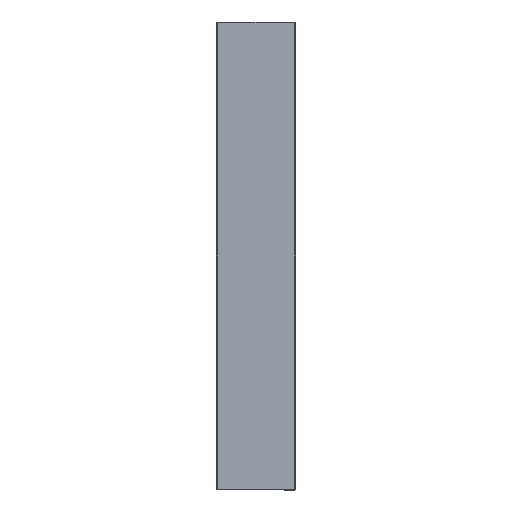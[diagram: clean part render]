
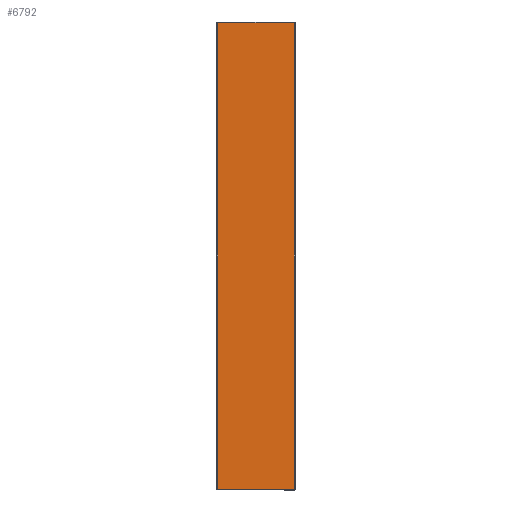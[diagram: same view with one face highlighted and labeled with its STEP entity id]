
A CAD part, left-side view. The second image highlights one B-rep face of the part: STEP entity #6792.
In plain terms, the highlighted face is planar.
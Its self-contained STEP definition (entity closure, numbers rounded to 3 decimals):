
#130 = VERTEX_POINT ( 'NONE', #4188 ) ;
#355 = VERTEX_POINT ( 'NONE', #2303 ) ;
#481 = ORIENTED_EDGE ( 'NONE', *, *, #8505, .T. ) ;
#560 = DIRECTION ( 'NONE',  ( 0., 0., 1. ) ) ;
#916 = CARTESIAN_POINT ( 'NONE',  ( 0., 0., 0. ) ) ;
#1494 = ORIENTED_EDGE ( 'NONE', *, *, #8772, .T. ) ;
#1675 = CARTESIAN_POINT ( 'NONE',  ( 595., 0., 100. ) ) ;
#2121 = VERTEX_POINT ( 'NONE', #7984 ) ;
#2236 = DIRECTION ( 'NONE',  ( 1., 0., 0. ) ) ;
#2303 = CARTESIAN_POINT ( 'NONE',  ( 595., 0., -98. ) ) ;
#2792 = ORIENTED_EDGE ( 'NONE', *, *, #5878, .T. ) ;
#2826 = CARTESIAN_POINT ( 'NONE',  ( -595., 0., 100. ) ) ;
#3164 = LINE ( 'NONE', #1675, #4552 ) ;
#3309 = DIRECTION ( 'NONE',  ( -1., 0., 0. ) ) ;
#3649 = EDGE_CURVE ( 'NONE', #4563, #2121, #4360, .T. ) ;
#3890 = DIRECTION ( 'NONE',  ( 0., 0., -1. ) ) ;
#4022 = CARTESIAN_POINT ( 'NONE',  ( -595., 0., -98. ) ) ;
#4188 = CARTESIAN_POINT ( 'NONE',  ( 595., 0., 98. ) ) ;
#4360 = LINE ( 'NONE', #2826, #8995 ) ;
#4552 = VECTOR ( 'NONE', #3890, 1000. ) ;
#4563 = VERTEX_POINT ( 'NONE', #8692 ) ;
#4972 = AXIS2_PLACEMENT_3D ( 'NONE', #916, #5969, #9504 ) ;
#5030 = ORIENTED_EDGE ( 'NONE', *, *, #3649, .T. ) ;
#5078 = CARTESIAN_POINT ( 'NONE',  ( 595., 0., 98. ) ) ;
#5878 = EDGE_CURVE ( 'NONE', #355, #4563, #8284, .T. ) ;
#5969 = DIRECTION ( 'NONE',  ( 0., 1., 0. ) ) ;
#6792 = ADVANCED_FACE ( 'NONE', ( #7459 ), #7364, .T. ) ;
#7105 = VECTOR ( 'NONE', #3309, 1000. ) ;
#7344 = LINE ( 'NONE', #5078, #9037 ) ;
#7364 = PLANE ( 'NONE',  #4972 ) ;
#7459 = FACE_OUTER_BOUND ( 'NONE', #7595, .T. ) ;
#7595 = EDGE_LOOP ( 'NONE', ( #481, #2792, #5030, #1494 ) ) ;
#7984 = CARTESIAN_POINT ( 'NONE',  ( -595., 0., 98. ) ) ;
#8284 = LINE ( 'NONE', #4022, #7105 ) ;
#8505 = EDGE_CURVE ( 'NONE', #130, #355, #3164, .T. ) ;
#8692 = CARTESIAN_POINT ( 'NONE',  ( -595., 0., -98. ) ) ;
#8772 = EDGE_CURVE ( 'NONE', #2121, #130, #7344, .T. ) ;
#8995 = VECTOR ( 'NONE', #560, 1000. ) ;
#9037 = VECTOR ( 'NONE', #2236, 1000. ) ;
#9504 = DIRECTION ( 'NONE',  ( 0., 0., 1. ) ) ;
